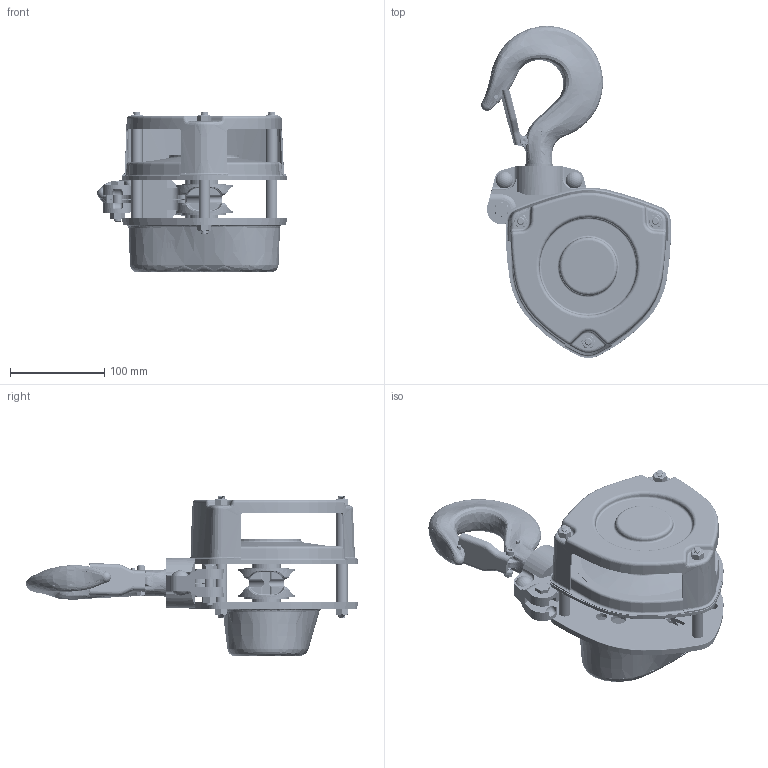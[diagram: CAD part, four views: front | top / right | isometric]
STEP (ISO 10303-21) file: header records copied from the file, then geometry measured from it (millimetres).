
FILE_DESCRIPTION(/* description */ (''),/* implementation_level */ '2;1');
FILE_NAME(/* name */ 'l1-3-zj.stp',/* time_stamp */ '2014-09-25T16:02:39+02:00',/* author */ ('helmut.rube'),/* organization */ (''),/* preprocessor_version */ 'ST-DEVELOPER v15.2',/* originating_system */ 'Autodesk Inventor 2014',/* authorisation */ '');
FILE_SCHEMA (('AUTOMOTIVE_DESIGN { 1 0 10303 214 3 1 1 }'));
Products named in the file (1): l1-3-zj
Bounding box: 201.31 x 352.15 x 170 mm (x, y, z)
Volume: 819196.4 mm3; surface area: 452936 mm2
Topology: 34 solids, 34 shells, 4042 faces, 10626 edges, 6694 vertices
Faces by surface type: plane 1724, bspline 1032, cylinder 883, torus 242, cone 124, sphere 37
Full cylindrical faces by diameter (mm): 1 x5, 3 x4, 3.1 x4, 3.2 x1, 3.5 x4, 4 x2, 5 x32, 5.2 x2, 7.9 x3, 8 x5, 8.008 x1, 8.2 x6, 8.5 x4, 9.5 x2, 10 x2, 10.208 x1, 10.3 x4, 10.4 x2, 10.8 x1, 11.5 x6, 12 x9, 12.2 x4, 12.5 x3, 14 x2, 15 x3, 16 x5, 16.3 x2, 18 x1, 19.5 x1, 21 x2
Entity records: 237025 total; most frequent: CARTESIAN_POINT 146499, ORIENTED_EDGE 20670, DIRECTION 16212, EDGE_CURVE 10335, VERTEX_POINT 6607, AXIS2_PLACEMENT_3D 6303, EDGE_LOOP 4378, FACE_OUTER_BOUND 4013
